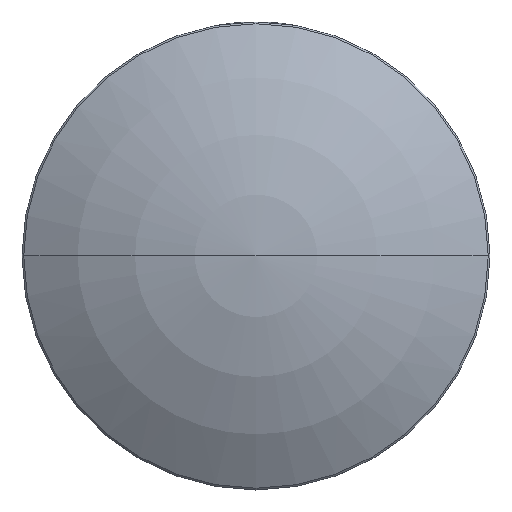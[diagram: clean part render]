
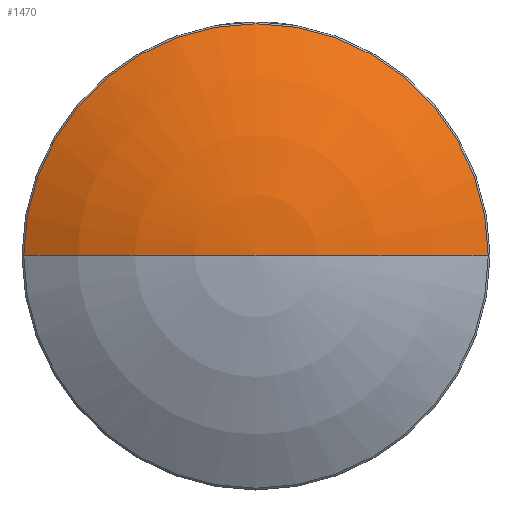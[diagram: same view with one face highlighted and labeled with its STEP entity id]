
A CAD part, top view. The second image highlights one B-rep face of the part: STEP entity #1470.
In plain terms, the highlighted toroidal (fillet/blend) face has major radius 0.059 mm and minor radius 69.01 mm.
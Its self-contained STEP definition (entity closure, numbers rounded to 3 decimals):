
#78 = DIRECTION ( 'NONE',  ( 0., 1., 0. ) ) ;
#223 = DIRECTION ( 'NONE',  ( 0., 0., 1. ) ) ;
#265 = AXIS2_PLACEMENT_3D ( 'NONE', #730, #78, #983 ) ;
#279 = CARTESIAN_POINT ( 'NONE',  ( 0., 0., 7.02 ) ) ;
#283 = FACE_OUTER_BOUND ( 'NONE', #575, .T. ) ;
#326 = CARTESIAN_POINT ( 'NONE',  ( 0.059, 0., -61.99 ) ) ;
#355 = TOROIDAL_SURFACE ( 'NONE', #1480, 0.059, 69.01 ) ;
#384 = EDGE_CURVE ( 'NONE', #1443, #1160, #1543, .T. ) ;
#411 = CARTESIAN_POINT ( 'NONE',  ( -37.22, 0., -3.84 ) ) ;
#498 = CIRCLE ( 'NONE', #265, 69.01 ) ;
#575 = EDGE_LOOP ( 'NONE', ( #1019, #1129, #1138 ) ) ;
#584 = DIRECTION ( 'NONE',  ( 0., -1., 0. ) ) ;
#591 = CIRCLE ( 'NONE', #1563, 69.01 ) ;
#682 = CARTESIAN_POINT ( 'NONE',  ( 0., 0., -61.99 ) ) ;
#730 = CARTESIAN_POINT ( 'NONE',  ( -0.059, 0., -61.99 ) ) ;
#740 = AXIS2_PLACEMENT_3D ( 'NONE', #1125, #223, #1528 ) ;
#934 = DIRECTION ( 'NONE',  ( 0., 0., 1. ) ) ;
#937 = DIRECTION ( 'NONE',  ( 1., 0., 0. ) ) ;
#954 = EDGE_CURVE ( 'NONE', #1160, #1132, #498, .T. ) ;
#983 = DIRECTION ( 'NONE',  ( -1., 0., 0. ) ) ;
#1019 = ORIENTED_EDGE ( 'NONE', *, *, #384, .T. ) ;
#1125 = CARTESIAN_POINT ( 'NONE',  ( 0., 0., -3.84 ) ) ;
#1129 = ORIENTED_EDGE ( 'NONE', *, *, #954, .T. ) ;
#1132 = VERTEX_POINT ( 'NONE', #279 ) ;
#1138 = ORIENTED_EDGE ( 'NONE', *, *, #1522, .F. ) ;
#1160 = VERTEX_POINT ( 'NONE', #411 ) ;
#1190 = CARTESIAN_POINT ( 'NONE',  ( 37.22, 0., -3.84 ) ) ;
#1339 = DIRECTION ( 'NONE',  ( 0., 0., -1. ) ) ;
#1443 = VERTEX_POINT ( 'NONE', #1190 ) ;
#1470 = ADVANCED_FACE ( 'NONE', ( #283 ), #355, .T. ) ;
#1480 = AXIS2_PLACEMENT_3D ( 'NONE', #682, #934, #937 ) ;
#1522 = EDGE_CURVE ( 'NONE', #1443, #1132, #591, .T. ) ;
#1528 = DIRECTION ( 'NONE',  ( -1., 0., 0. ) ) ;
#1543 = CIRCLE ( 'NONE', #740, 37.22 ) ;
#1563 = AXIS2_PLACEMENT_3D ( 'NONE', #326, #584, #1339 ) ;
